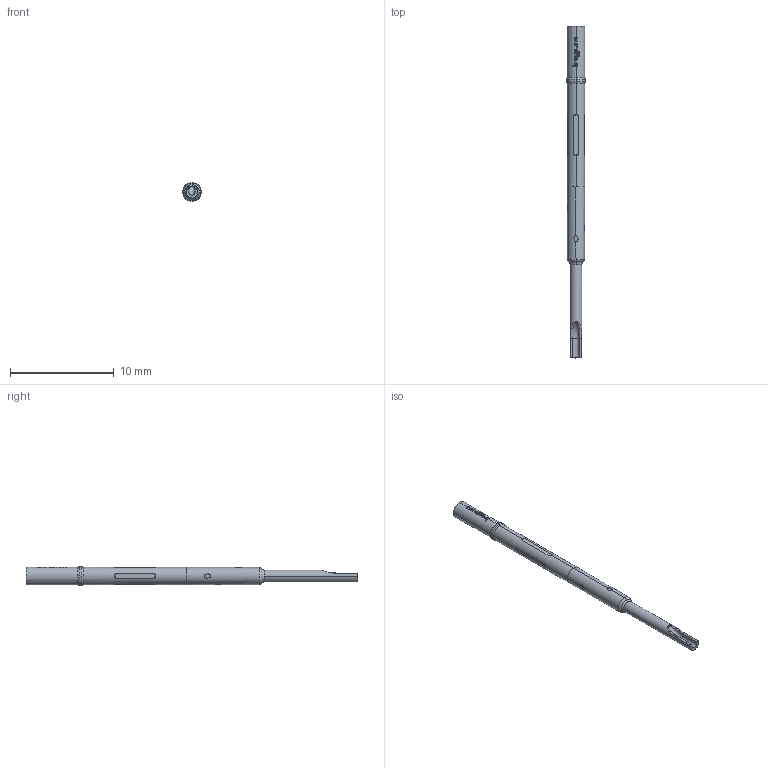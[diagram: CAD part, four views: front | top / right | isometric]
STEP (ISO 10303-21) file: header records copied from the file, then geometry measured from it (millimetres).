
FILE_DESCRIPTION (( 'STEP AP203' ), '1' );
FILE_NAME ('INGUN_KS-100_30.STEP', '2022-02-09T05:12:56', ( 'ochi' ), ( '' ), 'SwSTEP 2.0', 'SolidWorks 2018', '' );
FILE_SCHEMA (( 'CONFIG_CONTROL_DESIGN' ));
Length unit declared in the file: millimetre
Products named in the file (1): INGUN_KS-100_30
Bounding box: 1.8 x 32 x 1.8 mm (x, y, z)
Volume: 57.3 mm3; surface area: 157.9 mm2
Topology: 1 solids, 1 shells, 127 faces, 338 edges, 218 vertices
Faces by surface type: plane 52, bspline 33, cylinder 31, torus 9, cone 2
Entity records: 4599 total; most frequent: CARTESIAN_POINT 1639, ORIENTED_EDGE 676, DIRECTION 501, EDGE_CURVE 338, VERTEX_POINT 218, AXIS2_PLACEMENT_3D 192, EDGE_LOOP 132, ADVANCED_FACE 127
